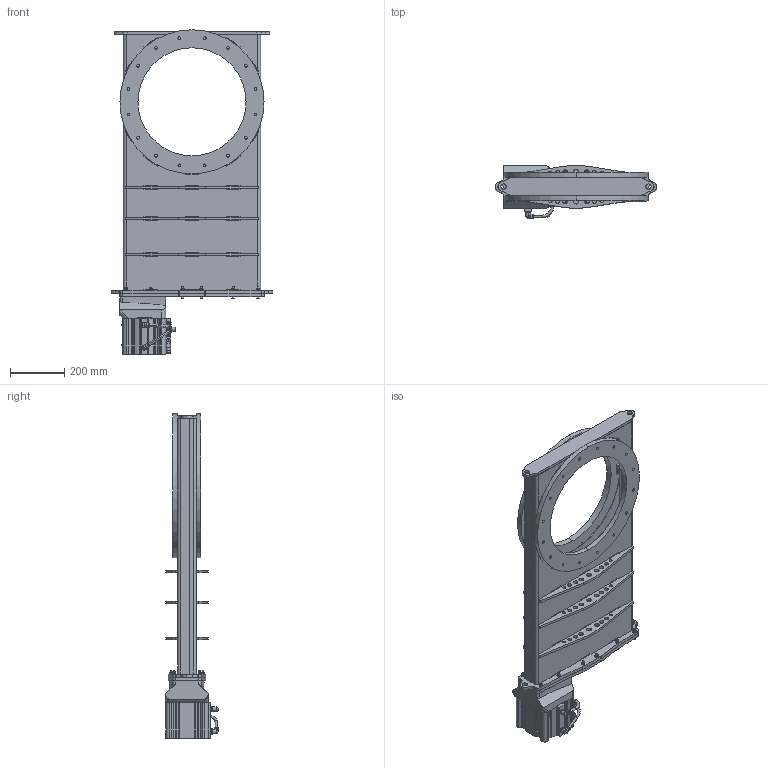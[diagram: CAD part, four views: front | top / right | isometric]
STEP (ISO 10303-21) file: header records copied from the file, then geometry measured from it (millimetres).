
FILE_DESCRIPTION (( 'STEP AP203' ), '1' );
FILE_NAME ('116208-17.STEP', '2015-01-14T23:01:28', ( '' ), ( '' ), 'SwSTEP 2.0', 'SolidWorks 2015', '' );
FILE_SCHEMA (( 'CONFIG_CONTROL_DESIGN' ));
Length unit declared in the file: inch
Products named in the file (1): 116208-17
Bounding box: 596.84 x 195.38 x 1201.39 mm (x, y, z)
Surface area: 2744211.5 mm2 (no closed solid volume)
Topology: 0 solids, 141 shells, 1304 faces, 4604 edges, 3375 vertices
Faces by surface type: plane 600, cylinder 507, cone 161, bspline 18, torus 16, sphere 2
Entity records: 63115 total; most frequent: CARTESIAN_POINT 23731, DIRECTION 8133, ORIENTED_EDGE 7238, EDGE_CURVE 4594, VERTEX_POINT 3375, AXIS2_PLACEMENT_3D 2842, VECTOR 2449, LINE 2449
